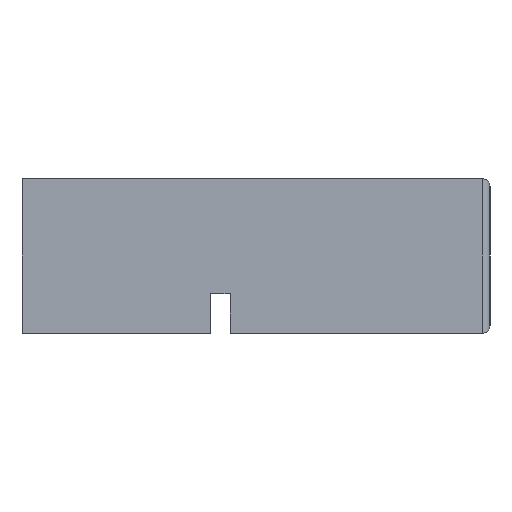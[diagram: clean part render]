
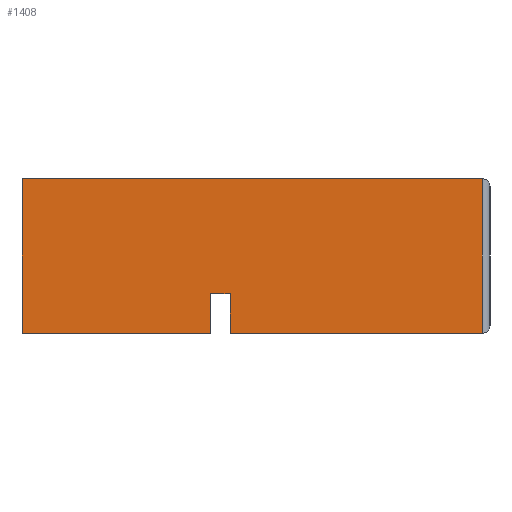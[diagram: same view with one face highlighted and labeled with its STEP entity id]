
A CAD part, left-side view. The second image highlights one B-rep face of the part: STEP entity #1408.
In plain terms, the highlighted planar face has unit normal (-1, 0, 0).
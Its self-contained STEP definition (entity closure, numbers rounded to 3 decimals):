
#122=FACE_OUTER_BOUND('',#204,.T.);
#204=EDGE_LOOP('',(#1062,#1063,#1064,#1065,#1066,#1067,#1068,#1069));
#338=LINE('',#2156,#505);
#340=LINE('',#2160,#507);
#341=LINE('',#2162,#508);
#342=LINE('',#2164,#509);
#343=LINE('',#2166,#510);
#344=LINE('',#2168,#511);
#345=LINE('',#2170,#512);
#346=LINE('',#2171,#513);
#505=VECTOR('',#1743,10.);
#507=VECTOR('',#1747,10.);
#508=VECTOR('',#1748,10.);
#509=VECTOR('',#1749,10.);
#510=VECTOR('',#1750,10.);
#511=VECTOR('',#1751,10.);
#512=VECTOR('',#1752,10.);
#513=VECTOR('',#1753,10.);
#649=VERTEX_POINT('',#2140);
#653=VERTEX_POINT('',#2152);
#654=VERTEX_POINT('',#2159);
#655=VERTEX_POINT('',#2161);
#656=VERTEX_POINT('',#2163);
#657=VERTEX_POINT('',#2165);
#658=VERTEX_POINT('',#2167);
#659=VERTEX_POINT('',#2169);
#808=EDGE_CURVE('',#649,#653,#338,.T.);
#810=EDGE_CURVE('',#654,#649,#340,.T.);
#811=EDGE_CURVE('',#655,#654,#341,.T.);
#812=EDGE_CURVE('',#655,#656,#342,.T.);
#813=EDGE_CURVE('',#656,#657,#343,.T.);
#814=EDGE_CURVE('',#657,#658,#344,.T.);
#815=EDGE_CURVE('',#658,#659,#345,.T.);
#816=EDGE_CURVE('',#659,#653,#346,.T.);
#1062=ORIENTED_EDGE('',*,*,#808,.F.);
#1063=ORIENTED_EDGE('',*,*,#810,.F.);
#1064=ORIENTED_EDGE('',*,*,#811,.F.);
#1065=ORIENTED_EDGE('',*,*,#812,.T.);
#1066=ORIENTED_EDGE('',*,*,#813,.T.);
#1067=ORIENTED_EDGE('',*,*,#814,.T.);
#1068=ORIENTED_EDGE('',*,*,#815,.T.);
#1069=ORIENTED_EDGE('',*,*,#816,.T.);
#1350=PLANE('',#1509);
#1408=ADVANCED_FACE('',(#122),#1350,.T.);
#1509=AXIS2_PLACEMENT_3D('',#2158,#1745,#1746);
#1743=DIRECTION('',(0.,0.,-1.));
#1745=DIRECTION('center_axis',(-1.,0.,0.));
#1746=DIRECTION('ref_axis',(0.,-1.,0.));
#1747=DIRECTION('',(0.,-1.,0.));
#1748=DIRECTION('',(0.,0.,1.));
#1749=DIRECTION('',(0.,-1.,0.));
#1750=DIRECTION('',(0.,0.,1.));
#1751=DIRECTION('',(0.,-1.,0.));
#1752=DIRECTION('',(0.,0.,-1.));
#1753=DIRECTION('',(0.,-1.,0.));
#2140=CARTESIAN_POINT('',(0.,-29.,1.5));
#2152=CARTESIAN_POINT('',(0.,-29.,-8.25));
#2156=CARTESIAN_POINT('',(0.,-29.,-1.688));
#2158=CARTESIAN_POINT('Origin',(0.,0.,0.));
#2159=CARTESIAN_POINT('',(0.,0.,1.5));
#2160=CARTESIAN_POINT('',(0.,-25.,1.5));
#2161=CARTESIAN_POINT('',(0.,0.,-8.25));
#2162=CARTESIAN_POINT('',(0.,0.,0.));
#2163=CARTESIAN_POINT('',(0.,-11.875,-8.25));
#2164=CARTESIAN_POINT('',(0.,-6.25,-8.25));
#2165=CARTESIAN_POINT('',(0.,-11.875,-5.75));
#2166=CARTESIAN_POINT('',(0.,-11.875,-4.375));
#2167=CARTESIAN_POINT('',(0.,-13.125,-5.75));
#2168=CARTESIAN_POINT('',(0.,-6.25,-5.75));
#2169=CARTESIAN_POINT('',(0.,-13.125,-8.25));
#2170=CARTESIAN_POINT('',(0.,-13.125,-4.375));
#2171=CARTESIAN_POINT('',(0.,-6.25,-8.25));
